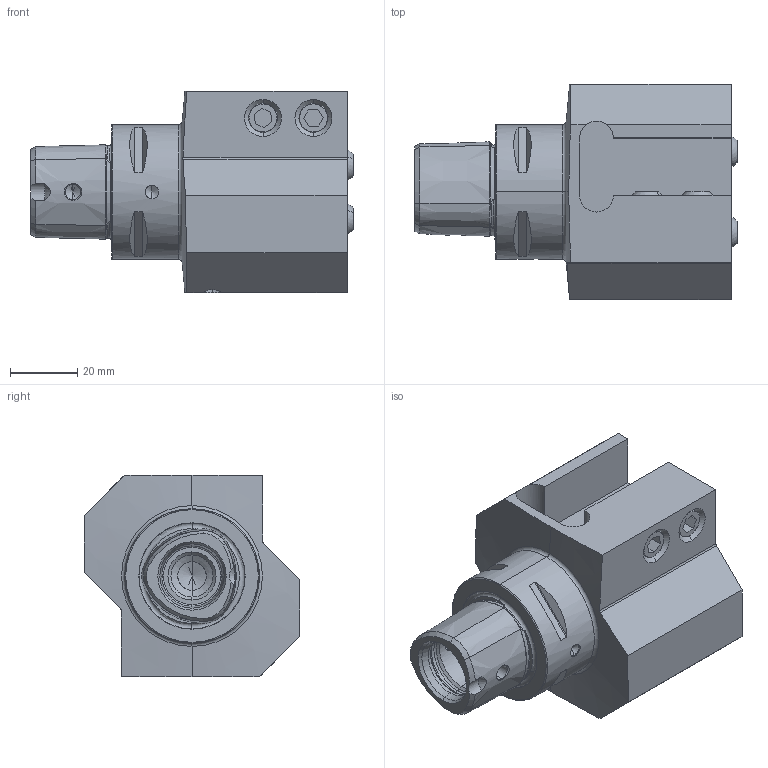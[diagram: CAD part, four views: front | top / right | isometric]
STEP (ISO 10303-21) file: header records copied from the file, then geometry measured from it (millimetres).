
FILE_DESCRIPTION (( 'STEP AP203' ), '1' );
FILE_NAME ('PS4.V16.R22.070.STEP', '2018-10-22T07:31:40', ( 'SWIAdmin' ), ( 'Hewlett-Packard Company' ), 'SwSTEP 2.0', 'SolidWorks 2017', '' );
FILE_SCHEMA (( 'CONFIG_CONTROL_DESIGN' ));
Length unit declared in the file: millimetre
Products named in the file (6): KU1-U12.001.010_2; KU1-U12.001.010; PS4.V16.R22.070; PS4-V16.R22.070_A; ISO 4026 - M10 x 20_PreviewCfg; KU1-U12.001.010_1
Assembly tree (9 placements, depth 3):
  PS4.V16.R22.070
    PS4-V16.R22.070_A
    ISO 4026 - M10 x 20_PreviewCfg  x4
    KU1-U12.001.010  x2
      KU1-U12.001.010_1
      KU1-U12.001.010_2
Bounding box: 95.8 x 64 x 60 mm (x, y, z)
Volume: 156676.1 mm3; surface area: 35697.5 mm2
Topology: 9 solids, 9 shells, 286 faces, 700 edges, 428 vertices
Faces by surface type: cone 86, plane 83, cylinder 73, torus 36, sphere 8
Entity records: 8002 total; most frequent: CARTESIAN_POINT 2055, DIRECTION 1128, ORIENTED_EDGE 1076, EDGE_CURVE 538, AXIS2_PLACEMENT_3D 463, VERTEX_POINT 332, EDGE_LOOP 252, CIRCLE 226
